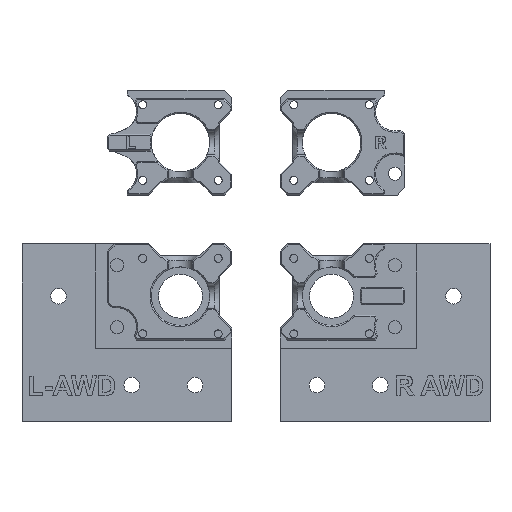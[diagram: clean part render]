
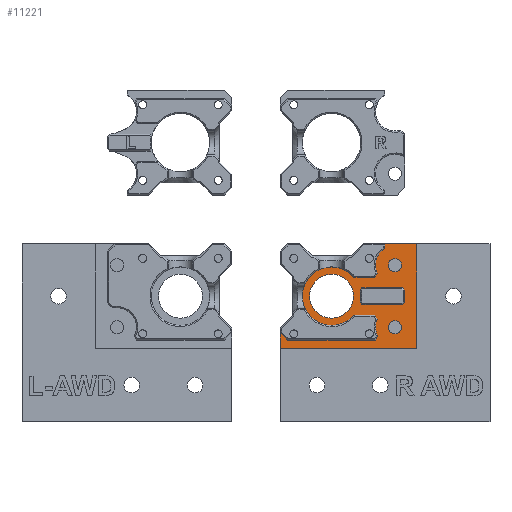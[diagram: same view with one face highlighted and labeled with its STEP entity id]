
A CAD part, top view. The second image highlights one B-rep face of the part: STEP entity #11221.
In plain terms, the highlighted face is planar.
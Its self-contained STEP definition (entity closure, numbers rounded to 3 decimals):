
#290=CIRCLE('',#11856,2.65);
#291=CIRCLE('',#11858,2.65);
#307=CIRCLE('',#11900,12.);
#314=CIRCLE('',#11923,8.);
#324=CIRCLE('',#11970,8.);
#331=CIRCLE('',#11982,9.);
#334=CIRCLE('',#12010,12.);
#617=FACE_BOUND('',#1946,.T.);
#618=FACE_BOUND('',#1947,.T.);
#619=FACE_BOUND('',#1948,.T.);
#620=FACE_BOUND('',#1949,.T.);
#1231=FACE_OUTER_BOUND('',#1945,.T.);
#1945=EDGE_LOOP('',(#9999,#10000,#10001,#10002,#10003,#10004,#10005,#10006,
#10007,#10008,#10009,#10010,#10011,#10012,#10013));
#1946=EDGE_LOOP('',(#10014));
#1947=EDGE_LOOP('',(#10015));
#1948=EDGE_LOOP('',(#10016,#10017,#10018,#10019,#10020,#10021,#10022,#10023));
#1949=EDGE_LOOP('',(#10024));
#3023=LINE('',#18835,#4255);
#3025=LINE('',#18839,#4257);
#3052=LINE('',#18901,#4284);
#3054=LINE('',#18905,#4286);
#3056=LINE('',#18909,#4288);
#3058=LINE('',#18913,#4290);
#3089=LINE('',#18994,#4321);
#3101=LINE('',#19020,#4333);
#3104=LINE('',#19028,#4336);
#3106=LINE('',#19032,#4338);
#3161=LINE('',#19162,#4393);
#3164=LINE('',#19167,#4396);
#3165=LINE('',#19171,#4397);
#3167=LINE('',#19176,#4399);
#3169=LINE('',#19179,#4401);
#3170=LINE('',#19182,#4402);
#3173=LINE('',#19187,#4405);
#3174=LINE('',#19190,#4406);
#3175=LINE('',#19191,#4407);
#4255=VECTOR('',#14353,10.);
#4257=VECTOR('',#14357,10.);
#4284=VECTOR('',#14414,10.);
#4286=VECTOR('',#14418,10.);
#4288=VECTOR('',#14422,10.);
#4290=VECTOR('',#14426,10.);
#4321=VECTOR('',#14493,10.);
#4333=VECTOR('',#14519,10.);
#4336=VECTOR('',#14528,10.);
#4338=VECTOR('',#14532,10.);
#4393=VECTOR('',#14657,10.);
#4396=VECTOR('',#14662,10.);
#4397=VECTOR('',#14669,10.);
#4399=VECTOR('',#14673,10.);
#4401=VECTOR('',#14677,10.);
#4402=VECTOR('',#14682,10.);
#4405=VECTOR('',#14687,10.);
#4406=VECTOR('',#14690,10.);
#4407=VECTOR('',#14691,10.);
#5229=VERTEX_POINT('',#18555);
#5230=VERTEX_POINT('',#18559);
#5272=VERTEX_POINT('',#18712);
#5273=VERTEX_POINT('',#18714);
#5302=VERTEX_POINT('',#18828);
#5303=VERTEX_POINT('',#18830);
#5304=VERTEX_POINT('',#18834);
#5305=VERTEX_POINT('',#18838);
#5324=VERTEX_POINT('',#18898);
#5325=VERTEX_POINT('',#18900);
#5326=VERTEX_POINT('',#18904);
#5327=VERTEX_POINT('',#18908);
#5328=VERTEX_POINT('',#18912);
#5351=VERTEX_POINT('',#18992);
#5358=VERTEX_POINT('',#19018);
#5359=VERTEX_POINT('',#19022);
#5360=VERTEX_POINT('',#19026);
#5361=VERTEX_POINT('',#19030);
#5392=VERTEX_POINT('',#19097);
#5400=VERTEX_POINT('',#19159);
#5401=VERTEX_POINT('',#19161);
#5402=VERTEX_POINT('',#19165);
#5403=VERTEX_POINT('',#19173);
#5404=VERTEX_POINT('',#19175);
#5405=VERTEX_POINT('',#19185);
#5406=VERTEX_POINT('',#19189);
#6665=EDGE_CURVE('',#5229,#5229,#290,.T.);
#6667=EDGE_CURVE('',#5230,#5230,#291,.T.);
#6731=EDGE_CURVE('',#5272,#5273,#307,.T.);
#6778=EDGE_CURVE('',#5302,#5303,#314,.T.);
#6780=EDGE_CURVE('',#5303,#5304,#3023,.T.);
#6782=EDGE_CURVE('',#5304,#5305,#3025,.T.);
#6813=EDGE_CURVE('',#5325,#5324,#3052,.F.);
#6815=EDGE_CURVE('',#5326,#5325,#3054,.T.);
#6817=EDGE_CURVE('',#5327,#5326,#3056,.F.);
#6819=EDGE_CURVE('',#5327,#5328,#3058,.T.);
#6857=EDGE_CURVE('',#5351,#5272,#3089,.T.);
#6870=EDGE_CURVE('',#5351,#5358,#3101,.F.);
#6872=EDGE_CURVE('',#5359,#5358,#324,.T.);
#6874=EDGE_CURVE('',#5302,#5360,#3104,.F.);
#6876=EDGE_CURVE('',#5359,#5361,#3106,.F.);
#6909=EDGE_CURVE('',#5392,#5392,#331,.T.);
#6940=EDGE_CURVE('',#5401,#5400,#3161,.F.);
#6943=EDGE_CURVE('',#5402,#5400,#3164,.T.);
#6944=EDGE_CURVE('',#5401,#5324,#334,.T.);
#6945=EDGE_CURVE('',#5402,#5328,#3165,.F.);
#6947=EDGE_CURVE('',#5404,#5403,#3167,.F.);
#6949=EDGE_CURVE('',#5404,#5361,#3169,.T.);
#6950=EDGE_CURVE('',#5360,#5273,#3170,.T.);
#6953=EDGE_CURVE('',#5405,#5403,#3173,.T.);
#6954=EDGE_CURVE('',#5406,#5405,#3174,.T.);
#6955=EDGE_CURVE('',#5305,#5406,#3175,.T.);
#9999=ORIENTED_EDGE('',*,*,#6778,.F.);
#10000=ORIENTED_EDGE('',*,*,#6874,.T.);
#10001=ORIENTED_EDGE('',*,*,#6950,.T.);
#10002=ORIENTED_EDGE('',*,*,#6731,.F.);
#10003=ORIENTED_EDGE('',*,*,#6857,.F.);
#10004=ORIENTED_EDGE('',*,*,#6870,.T.);
#10005=ORIENTED_EDGE('',*,*,#6872,.F.);
#10006=ORIENTED_EDGE('',*,*,#6876,.T.);
#10007=ORIENTED_EDGE('',*,*,#6949,.F.);
#10008=ORIENTED_EDGE('',*,*,#6947,.T.);
#10009=ORIENTED_EDGE('',*,*,#6953,.F.);
#10010=ORIENTED_EDGE('',*,*,#6954,.F.);
#10011=ORIENTED_EDGE('',*,*,#6955,.F.);
#10012=ORIENTED_EDGE('',*,*,#6782,.F.);
#10013=ORIENTED_EDGE('',*,*,#6780,.F.);
#10014=ORIENTED_EDGE('',*,*,#6665,.F.);
#10015=ORIENTED_EDGE('',*,*,#6667,.F.);
#10016=ORIENTED_EDGE('',*,*,#6944,.F.);
#10017=ORIENTED_EDGE('',*,*,#6940,.T.);
#10018=ORIENTED_EDGE('',*,*,#6943,.F.);
#10019=ORIENTED_EDGE('',*,*,#6945,.T.);
#10020=ORIENTED_EDGE('',*,*,#6819,.F.);
#10021=ORIENTED_EDGE('',*,*,#6817,.T.);
#10022=ORIENTED_EDGE('',*,*,#6815,.T.);
#10023=ORIENTED_EDGE('',*,*,#6813,.T.);
#10024=ORIENTED_EDGE('',*,*,#6909,.F.);
#10590=PLANE('',#12017);
#11221=ADVANCED_FACE('',(#1231,#617,#618,#619,#620),#10590,.F.);
#11856=AXIS2_PLACEMENT_3D('',#18557,#14132,#14133);
#11858=AXIS2_PLACEMENT_3D('',#18561,#14137,#14138);
#11900=AXIS2_PLACEMENT_3D('',#18715,#14266,#14267);
#11923=AXIS2_PLACEMENT_3D('',#18831,#14348,#14349);
#11970=AXIS2_PLACEMENT_3D('',#19024,#14523,#14524);
#11982=AXIS2_PLACEMENT_3D('',#19099,#14577,#14578);
#12010=AXIS2_PLACEMENT_3D('',#19169,#14665,#14666);
#12017=AXIS2_PLACEMENT_3D('',#19188,#14688,#14689);
#14132=DIRECTION('center_axis',(0.,0.,-1.));
#14133=DIRECTION('ref_axis',(-1.,0.,0.));
#14137=DIRECTION('center_axis',(0.,0.,-1.));
#14138=DIRECTION('ref_axis',(-1.,0.,0.));
#14266=DIRECTION('center_axis',(0.,0.,1.));
#14267=DIRECTION('ref_axis',(1.,0.,0.));
#14348=DIRECTION('center_axis',(0.,0.,1.));
#14349=DIRECTION('ref_axis',(0.782,-0.624,0.));
#14353=DIRECTION('',(0.,1.,0.));
#14357=DIRECTION('',(-1.,0.,0.));
#14414=DIRECTION('',(-0.612,-0.791,0.));
#14418=DIRECTION('',(1.,0.,0.));
#14422=DIRECTION('',(-0.707,0.707,0.));
#14426=DIRECTION('',(0.,1.,0.));
#14493=DIRECTION('',(1.,0.,0.));
#14519=DIRECTION('',(0.489,0.872,0.));
#14523=DIRECTION('center_axis',(0.,0.,1.));
#14524=DIRECTION('ref_axis',(0.535,-0.845,0.));
#14528=DIRECTION('',(-0.489,0.872,0.));
#14532=DIRECTION('',(-0.47,0.883,0.));
#14577=DIRECTION('center_axis',(0.,0.,-1.));
#14578=DIRECTION('ref_axis',(1.,0.,0.));
#14657=DIRECTION('',(0.612,-0.791,0.));
#14662=DIRECTION('',(1.,0.,0.));
#14665=DIRECTION('center_axis',(0.,0.,1.));
#14666=DIRECTION('ref_axis',(1.,0.,0.));
#14669=DIRECTION('',(0.707,0.707,0.));
#14673=DIRECTION('',(-0.707,-0.707,0.));
#14677=DIRECTION('',(-1.,0.,0.));
#14682=DIRECTION('',(1.,0.,0.));
#14687=DIRECTION('',(0.,1.,0.));
#14688=DIRECTION('center_axis',(0.,0.,1.));
#14689=DIRECTION('ref_axis',(1.,0.,0.));
#14690=DIRECTION('',(1.,0.,0.));
#14691=DIRECTION('',(0.,-1.,0.));
#18555=CARTESIAN_POINT('',(-54.35,64.24,-9.));
#18557=CARTESIAN_POINT('Origin',(-57.,64.24,-9.));
#18559=CARTESIAN_POINT('',(-54.35,38.76,-9.));
#18561=CARTESIAN_POINT('Origin',(-57.,38.76,-9.));
#18712=CARTESIAN_POINT('',(-40.162,43.75,-9.));
#18714=CARTESIAN_POINT('',(-40.162,59.25,-9.));
#18715=CARTESIAN_POINT('Origin',(-31.,51.5,-9.));
#18828=CARTESIAN_POINT('',(-49.705,60.957,-9.));
#18830=CARTESIAN_POINT('',(-52.722,71.,-9.));
#18831=CARTESIAN_POINT('Origin',(-57.,64.24,-9.));
#18834=CARTESIAN_POINT('',(-52.722,73.,-9.));
#18835=CARTESIAN_POINT('',(-52.722,71.,-9.));
#18838=CARTESIAN_POINT('',(-66.,73.,-9.));
#18839=CARTESIAN_POINT('',(-5.,73.,-9.));
#18898=CARTESIAN_POINT('',(-42.73,48.968,-9.));
#18900=CARTESIAN_POINT('',(-43.478,48.,-9.));
#18901=CARTESIAN_POINT('',(-34.309,59.857,-9.));
#18904=CARTESIAN_POINT('',(-60.,48.,-9.));
#18905=CARTESIAN_POINT('',(-61.,48.,-9.));
#18908=CARTESIAN_POINT('',(-61.,49.,-9.));
#18909=CARTESIAN_POINT('',(-46.125,34.125,-9.));
#18912=CARTESIAN_POINT('',(-61.,54.,-9.));
#18913=CARTESIAN_POINT('',(-61.,62.25,-9.));
#18992=CARTESIAN_POINT('',(-48.747,43.75,-9.));
#18994=CARTESIAN_POINT('',(-61.,43.75,-9.));
#19018=CARTESIAN_POINT('',(-49.705,42.043,-9.));
#19020=CARTESIAN_POINT('',(-41.497,56.671,-9.));
#19022=CARTESIAN_POINT('',(-49.856,35.159,-9.));
#19024=CARTESIAN_POINT('Origin',(-57.,38.76,-9.));
#19026=CARTESIAN_POINT('',(-48.747,59.25,-9.));
#19028=CARTESIAN_POINT('',(-41.497,46.329,-9.));
#19030=CARTESIAN_POINT('',(-48.972,33.5,-9.));
#19032=CARTESIAN_POINT('',(-47.518,30.768,-9.));
#19097=CARTESIAN_POINT('',(-40.,51.5,-9.));
#19099=CARTESIAN_POINT('Origin',(-31.,51.5,-9.));
#19159=CARTESIAN_POINT('',(-43.478,55.,-9.));
#19161=CARTESIAN_POINT('',(-42.73,54.032,-9.));
#19162=CARTESIAN_POINT('',(-34.309,43.143,-9.));
#19165=CARTESIAN_POINT('',(-60.,55.,-9.));
#19167=CARTESIAN_POINT('',(-61.,55.,-9.));
#19169=CARTESIAN_POINT('Origin',(-31.,51.5,-9.));
#19171=CARTESIAN_POINT('',(-46.125,68.875,-9.));
#19173=CARTESIAN_POINT('',(-10.,36.5,-9.));
#19175=CARTESIAN_POINT('',(-13.,33.5,-9.));
#19176=CARTESIAN_POINT('',(-4.5,42.,-9.));
#19179=CARTESIAN_POINT('',(-30.5,33.5,-9.));
#19182=CARTESIAN_POINT('',(-61.,59.25,-9.));
#19185=CARTESIAN_POINT('',(-10.,30.,-9.));
#19187=CARTESIAN_POINT('',(-10.,40.75,-9.));
#19188=CARTESIAN_POINT('Origin',(0.,51.5,-9.));
#19189=CARTESIAN_POINT('',(-66.,30.,-9.));
#19190=CARTESIAN_POINT('',(-33.,30.,-9.));
#19191=CARTESIAN_POINT('',(-66.,62.25,-9.));
